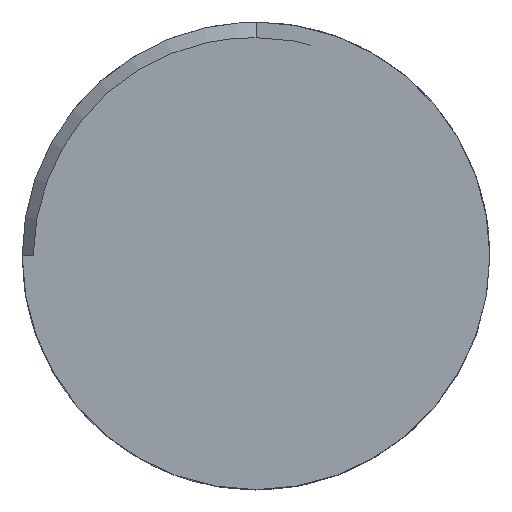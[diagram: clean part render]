
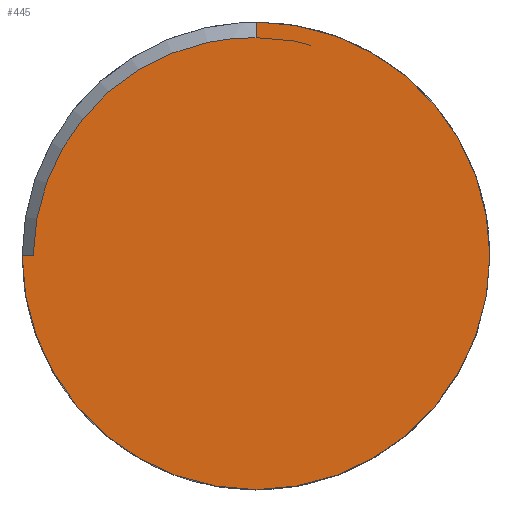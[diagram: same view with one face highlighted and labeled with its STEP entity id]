
A CAD part, top view. The second image highlights one B-rep face of the part: STEP entity #445.
In plain terms, the highlighted planar face has unit normal (0, 0, 1).
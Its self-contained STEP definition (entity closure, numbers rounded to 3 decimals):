
#40 = EDGE_CURVE ( 'NONE', #682, #878, #444, .T. ) ;
#69 = CARTESIAN_POINT ( 'NONE',  ( 0., 0., 10. ) ) ;
#123 = CARTESIAN_POINT ( 'NONE',  ( -8.739, 5.397, 10. ) ) ;
#127 = CARTESIAN_POINT ( 'NONE',  ( -6.777, 7.665, 10. ) ) ;
#129 = FACE_OUTER_BOUND ( 'NONE', #1099, .T. ) ;
#142 = CARTESIAN_POINT ( 'NONE',  ( 0., 10.127, 10. ) ) ;
#197 = CARTESIAN_POINT ( 'NONE',  ( -7.027, 7.443, 10. ) ) ;
#212 = CARTESIAN_POINT ( 'NONE',  ( -4.548, 9.143, 10. ) ) ;
#216 = CARTESIAN_POINT ( 'NONE',  ( -2.65, 9.817, 10. ) ) ;
#228 = CARTESIAN_POINT ( 'NONE',  ( 10.854, 0., 10. ) ) ;
#234 = CARTESIAN_POINT ( 'NONE',  ( 0., 0., 10. ) ) ;
#242 = ORIENTED_EDGE ( 'NONE', *, *, #249, .T. ) ;
#249 = EDGE_CURVE ( 'NONE', #323, #521, #1064, .T. ) ;
#251 = CIRCLE ( 'NONE', #358, 10.854 ) ;
#288 = CARTESIAN_POINT ( 'NONE',  ( -9.237, 4.522, 10. ) ) ;
#294 = CARTESIAN_POINT ( 'NONE',  ( -3.616, 9.518, 10. ) ) ;
#296 = CARTESIAN_POINT ( 'NONE',  ( -2.325, 9.894, 10. ) ) ;
#311 = DIRECTION ( 'NONE',  ( 1., 0., 0. ) ) ;
#318 = DIRECTION ( 'NONE',  ( 1., 0., 0. ) ) ;
#323 = VERTEX_POINT ( 'NONE', #965 ) ;
#341 = AXIS2_PLACEMENT_3D ( 'NONE', #234, #574, #572 ) ;
#346 = ORIENTED_EDGE ( 'NONE', *, *, #555, .F. ) ;
#356 = ORIENTED_EDGE ( 'NONE', *, *, #40, .F. ) ;
#358 = AXIS2_PLACEMENT_3D ( 'NONE', #576, #398, #318 ) ;
#372 = VECTOR ( 'NONE', #780, 1000. ) ;
#374 = CARTESIAN_POINT ( 'NONE',  ( -10.259, 1.343, 10. ) ) ;
#378 = CARTESIAN_POINT ( 'NONE',  ( -10.341, 0., 10. ) ) ;
#398 = DIRECTION ( 'NONE',  ( 0., 0., 1. ) ) ;
#427 = VERTEX_POINT ( 'NONE', #228 ) ;
#444 = B_SPLINE_CURVE_WITH_KNOTS ( 'NONE', 1,
 ( #455, #1070 ),
 .UNSPECIFIED., .F., .F.,
 ( 2, 2 ),
 ( 0., 0.001 ),
 .UNSPECIFIED. ) ;
#445 = ADVANCED_FACE ( 'NONE', ( #129 ), #563, .T. ) ;
#455 = CARTESIAN_POINT ( 'NONE',  ( 0., 10.127, 10. ) ) ;
#459 = CARTESIAN_POINT ( 'NONE',  ( -1.341, 10.077, 10. ) ) ;
#461 = CARTESIAN_POINT ( 'NONE',  ( 0., 10.854, 10. ) ) ;
#468 = CARTESIAN_POINT ( 'NONE',  ( -10.854, 0., 10. ) ) ;
#474 = CARTESIAN_POINT ( 'NONE',  ( 0., 10.127, 10. ) ) ;
#521 = VERTEX_POINT ( 'NONE', #468 ) ;
#555 = EDGE_CURVE ( 'NONE', #323, #682, #684, .T. ) ;
#563 = PLANE ( 'NONE',  #1027 ) ;
#572 = DIRECTION ( 'NONE',  ( 1., 0., 0. ) ) ;
#574 = DIRECTION ( 'NONE',  ( 0., 0., 1. ) ) ;
#576 = CARTESIAN_POINT ( 'NONE',  ( 0., 0., 10. ) ) ;
#624 = ORIENTED_EDGE ( 'NONE', *, *, #1008, .T. ) ;
#625 = EDGE_CURVE ( 'NONE', #427, #878, #251, .T. ) ;
#651 = CARTESIAN_POINT ( 'NONE',  ( -9.529, 3.922, 10. ) ) ;
#682 = VERTEX_POINT ( 'NONE', #142 ) ;
#684 = B_SPLINE_CURVE_WITH_KNOTS ( 'NONE', 3,
 ( #378, #822, #374, #1010, #917, #992, #651, #288, #729, #123, #1089, #1093, #197, #127, #1004, #920, #739, #212, #294, #997, #216, #296, #459, #1007, #474 ),
 .UNSPECIFIED., .F., .F.,
 ( 4, 2, 2, 1, 2, 2, 2, 2, 2, 2, 2, 2, 4 ),
 ( 0., 0.002, 0.003, 0.004, 0.005, 0.006, 0.008, 0.009, 0.01, 0.012, 0.013, 0.014, 0.016 ),
 .UNSPECIFIED. ) ;
#729 = CARTESIAN_POINT ( 'NONE',  ( -8.915, 5.109, 10. ) ) ;
#739 = CARTESIAN_POINT ( 'NONE',  ( -5.139, 8.835, 10. ) ) ;
#758 = CARTESIAN_POINT ( 'NONE',  ( 0., 0., 10. ) ) ;
#780 = DIRECTION ( 'NONE',  ( -1., 0., 0. ) ) ;
#822 = CARTESIAN_POINT ( 'NONE',  ( -10.333, 0.676, 10. ) ) ;
#839 = ORIENTED_EDGE ( 'NONE', *, *, #625, .T. ) ;
#843 = DIRECTION ( 'NONE',  ( 0., 0., 1. ) ) ;
#878 = VERTEX_POINT ( 'NONE', #461 ) ;
#916 = CIRCLE ( 'NONE', #341, 10.854 ) ;
#917 = CARTESIAN_POINT ( 'NONE',  ( -9.963, 2.659, 10. ) ) ;
#920 = CARTESIAN_POINT ( 'NONE',  ( -5.979, 8.287, 10. ) ) ;
#965 = CARTESIAN_POINT ( 'NONE',  ( -10.341, 0., 10. ) ) ;
#992 = CARTESIAN_POINT ( 'NONE',  ( -9.761, 3.297, 10. ) ) ;
#997 = CARTESIAN_POINT ( 'NONE',  ( -3.296, 9.629, 10. ) ) ;
#1004 = CARTESIAN_POINT ( 'NONE',  ( -6.253, 8.088, 10. ) ) ;
#1007 = CARTESIAN_POINT ( 'NONE',  ( -0.676, 10.136, 10. ) ) ;
#1008 = EDGE_CURVE ( 'NONE', #521, #427, #916, .T. ) ;
#1010 = CARTESIAN_POINT ( 'NONE',  ( -10.049, 2.332, 10. ) ) ;
#1027 = AXIS2_PLACEMENT_3D ( 'NONE', #758, #843, #311 ) ;
#1064 = LINE ( 'NONE', #69, #372 ) ;
#1070 = CARTESIAN_POINT ( 'NONE',  ( 0., 10.854, 10. ) ) ;
#1089 = CARTESIAN_POINT ( 'NONE',  ( -8.169, 6.231, 10. ) ) ;
#1093 = CARTESIAN_POINT ( 'NONE',  ( -7.74, 6.742, 10. ) ) ;
#1099 = EDGE_LOOP ( 'NONE', ( #346, #242, #624, #839, #356 ) ) ;
